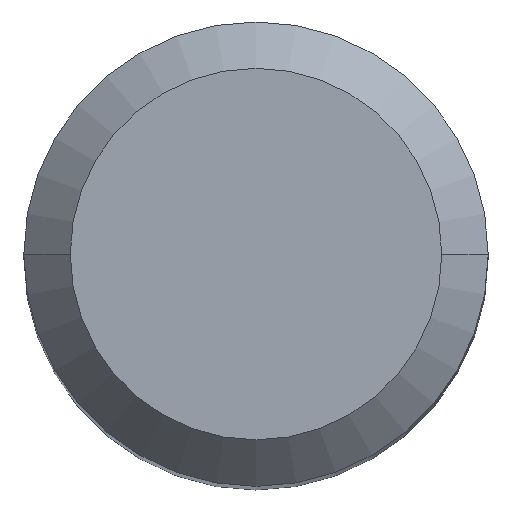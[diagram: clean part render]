
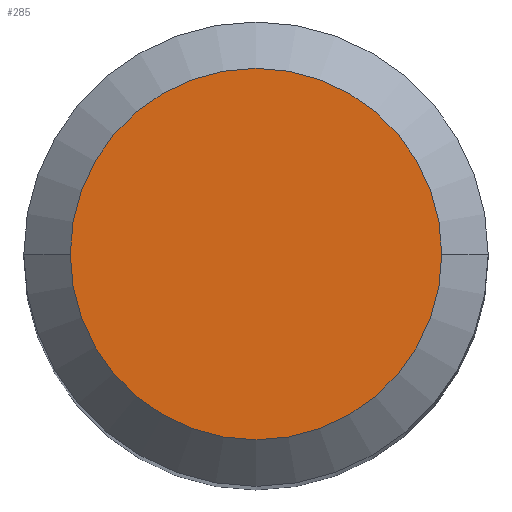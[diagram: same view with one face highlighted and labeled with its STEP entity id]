
A CAD part, top view. The second image highlights one B-rep face of the part: STEP entity #285.
In plain terms, the highlighted planar face has unit normal (0, 0, 1).
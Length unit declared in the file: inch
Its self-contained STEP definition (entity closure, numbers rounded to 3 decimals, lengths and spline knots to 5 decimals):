
#38 = CARTESIAN_POINT ( 'NONE',  ( 0., 0., 0. ) ) ;
#138 = CIRCLE ( 'NONE', #164, 0.126 ) ;
#152 = CARTESIAN_POINT ( 'NONE',  ( 0., 0., 0. ) ) ;
#161 = EDGE_CURVE ( 'NONE', #183, #429, #196, .T. ) ;
#163 = DIRECTION ( 'NONE',  ( -1., 0., 0. ) ) ;
#164 = AXIS2_PLACEMENT_3D ( 'NONE', #152, #224, #295 ) ;
#168 = CARTESIAN_POINT ( 'NONE',  ( -0.126, 0., 0. ) ) ;
#183 = VERTEX_POINT ( 'NONE', #168 ) ;
#196 = CIRCLE ( 'NONE', #260, 0.126 ) ;
#201 = EDGE_LOOP ( 'NONE', ( #247, #215 ) ) ;
#208 = CARTESIAN_POINT ( 'NONE',  ( 0., 0., 0. ) ) ;
#215 = ORIENTED_EDGE ( 'NONE', *, *, #249, .T. ) ;
#224 = DIRECTION ( 'NONE',  ( 0., 0., 1. ) ) ;
#247 = ORIENTED_EDGE ( 'NONE', *, *, #161, .T. ) ;
#249 = EDGE_CURVE ( 'NONE', #429, #183, #138, .T. ) ;
#260 = AXIS2_PLACEMENT_3D ( 'NONE', #208, #284, #433 ) ;
#278 = PLANE ( 'NONE',  #326 ) ;
#284 = DIRECTION ( 'NONE',  ( 0., 0., 1. ) ) ;
#285 = ADVANCED_FACE ( 'NONE', ( #489 ), #278, .F. ) ;
#295 = DIRECTION ( 'NONE',  ( 1., 0., 0. ) ) ;
#326 = AXIS2_PLACEMENT_3D ( 'NONE', #38, #349, #163 ) ;
#349 = DIRECTION ( 'NONE',  ( 0., 0., -1. ) ) ;
#422 = CARTESIAN_POINT ( 'NONE',  ( 0.126, 0., 0. ) ) ;
#429 = VERTEX_POINT ( 'NONE', #422 ) ;
#433 = DIRECTION ( 'NONE',  ( 1., 0., 0. ) ) ;
#489 = FACE_OUTER_BOUND ( 'NONE', #201, .T. ) ;
